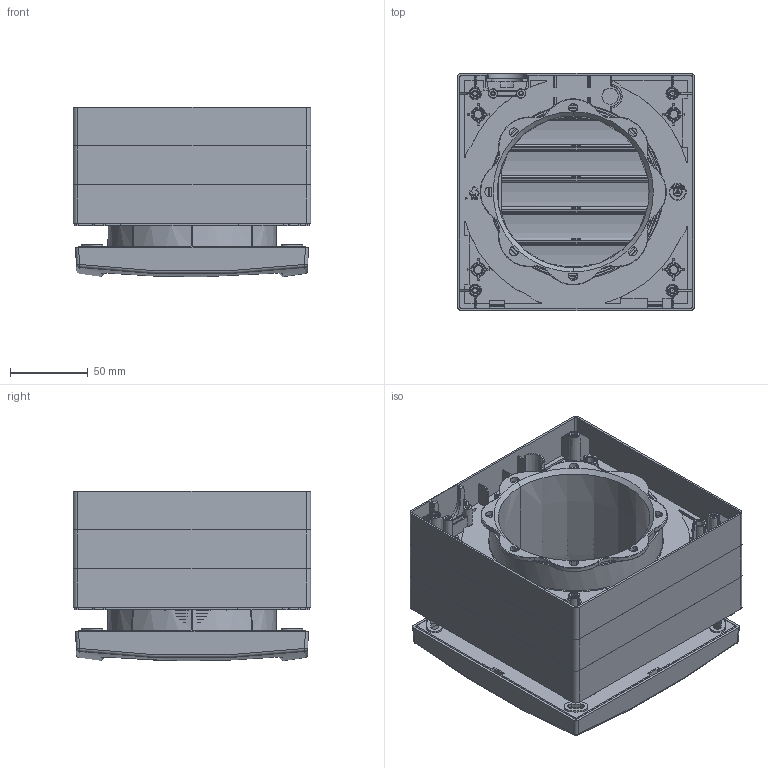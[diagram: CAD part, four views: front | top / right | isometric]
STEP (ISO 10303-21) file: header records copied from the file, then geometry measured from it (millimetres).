
FILE_DESCRIPTION(('Creo Elements/Direct Modeling STEP Export'),'2;1');
FILE_NAME('FE100_1_AP.stp','2022-10-07T 8:57:14',(''),(''),'PTC Creo Elements/Direct Modeling STEP processor for AP214 (Solid Model)','PTC Creo Elements/Direct Modeling 19.0C 15-Aug-2015 (C) Parametric Technology GmbH','');
FILE_SCHEMA(('AUTOMOTIVE_DESIGN { 1 0 10303 214 1 1 1 1 }'));
Length unit declared in the file: millimetre
Products named in the file (7): Stutzen_SK5402; Distanzrahmen_SK5401.3; Rahmen_AP_100; 0059.1063.0000_Lamelle_AP_100.5.1; Adapter; AP100; FE100_1_AP
Assembly tree (12 placements, depth 3):
  FE100_1_AP
    AP100
      Adapter
      0059.1063.0000_Lamelle_AP_100.5.1  x5
      Rahmen_AP_100
    Distanzrahmen_SK5401.3  x3
    Stutzen_SK5402
Bounding box: 153.09 x 153.09 x 109.39 mm (x, y, z)
Volume: 349213.7 mm3; surface area: 474325.8 mm2
Topology: 11 solids, 11 shells, 3645 faces, 10047 edges, 6589 vertices
Faces by surface type: plane 2372, cone 559, cylinder 472, torus 149, bspline 68, sphere 24, extrusion 1
Entity records: 95310 total; most frequent: CARTESIAN_POINT 46358, ORIENTED_EDGE 10916, DIRECTION 8960, EDGE_CURVE 5458, VECTOR 3604, LINE 3603, VERTEX_POINT 3575, AXIS2_PLACEMENT_3D 2678
